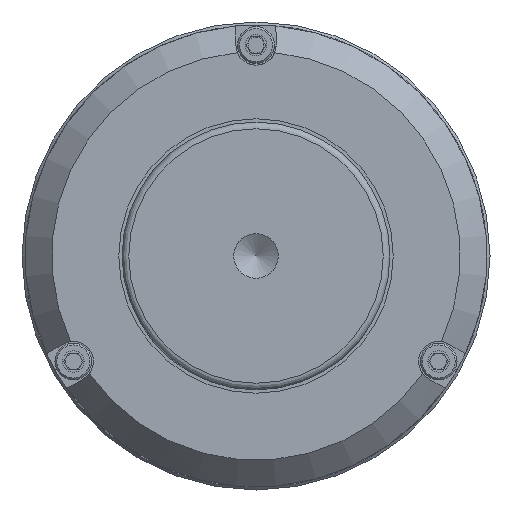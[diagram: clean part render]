
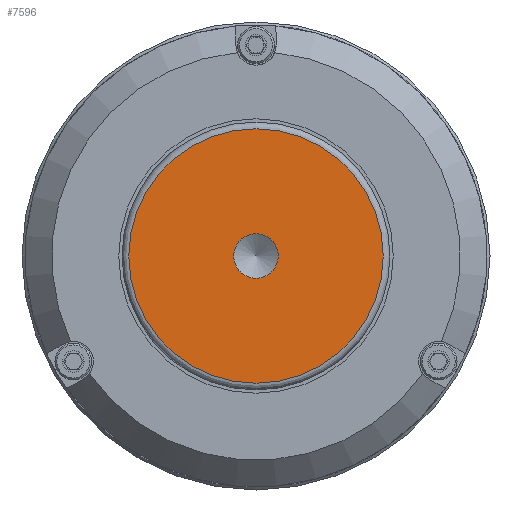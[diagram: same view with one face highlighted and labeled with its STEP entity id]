
A CAD part, front view. The second image highlights one B-rep face of the part: STEP entity #7596.
In plain terms, the highlighted planar face has unit normal (0, -1, 0).
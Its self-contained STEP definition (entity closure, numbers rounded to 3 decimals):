
#7221 = EDGE_CURVE('',#7222,#7222,#7224,.T.);
#7222 = VERTEX_POINT('',#7223);
#7223 = CARTESIAN_POINT('',(19.,-697.5,0.)
  );
#7224 = SURFACE_CURVE('',#7225,(#7230,#7264),.PCURVE_S1.);
#7225 = CIRCLE('',#7226,19.);
#7226 = AXIS2_PLACEMENT_3D('',#7227,#7228,#7229);
#7227 = CARTESIAN_POINT('',(0.,-697.5,
    0.));
#7228 = DIRECTION('',(0.,-1.,0.));
#7229 = DIRECTION('',(1.,0.,0.));
#7230 = PCURVE('',#7231,#7236);
#7231 = TOROIDAL_SURFACE('',#7232,19.,1.);
#7232 = AXIS2_PLACEMENT_3D('',#7233,#7234,#7235);
#7233 = CARTESIAN_POINT('',(0.,-696.5,
    0.));
#7234 = DIRECTION('',(0.,-1.,0.));
#7235 = DIRECTION('',(1.,0.,0.));
#7236 = DEFINITIONAL_REPRESENTATION('',(#7237),#7263);
#7237 = B_SPLINE_CURVE_WITH_KNOTS('',3,(#7238,#7239,#7240,#7241,#7242,
    #7243,#7244,#7245,#7246,#7247,#7248,#7249,#7250,#7251,#7252,#7253,
    #7254,#7255,#7256,#7257,#7258,#7259,#7260,#7261,#7262),
  .UNSPECIFIED.,.F.,.F.,(4,1,1,1,1,1,1,1,1,1,1,1,1,1,1,1,1,1,1,1,1,1,4),
  (0.,0.286,0.571,0.857,1.142,
    1.428,1.714,1.999,2.285,
    2.57,2.856,3.142,3.427,
    3.713,3.998,4.284,4.57,
    4.855,5.141,5.426,5.712,
    5.998,6.283),.QUASI_UNIFORM_KNOTS.);
#7238 = CARTESIAN_POINT('',(0.,7.854));
#7239 = CARTESIAN_POINT('',(0.095,7.854));
#7240 = CARTESIAN_POINT('',(0.286,7.854));
#7241 = CARTESIAN_POINT('',(0.571,7.854));
#7242 = CARTESIAN_POINT('',(0.857,7.854));
#7243 = CARTESIAN_POINT('',(1.142,7.854));
#7244 = CARTESIAN_POINT('',(1.428,7.854));
#7245 = CARTESIAN_POINT('',(1.714,7.854));
#7246 = CARTESIAN_POINT('',(1.999,7.854));
#7247 = CARTESIAN_POINT('',(2.285,7.854));
#7248 = CARTESIAN_POINT('',(2.57,7.854));
#7249 = CARTESIAN_POINT('',(2.856,7.854));
#7250 = CARTESIAN_POINT('',(3.142,7.854));
#7251 = CARTESIAN_POINT('',(3.427,7.854));
#7252 = CARTESIAN_POINT('',(3.713,7.854));
#7253 = CARTESIAN_POINT('',(3.998,7.854));
#7254 = CARTESIAN_POINT('',(4.284,7.854));
#7255 = CARTESIAN_POINT('',(4.57,7.854));
#7256 = CARTESIAN_POINT('',(4.855,7.854));
#7257 = CARTESIAN_POINT('',(5.141,7.854));
#7258 = CARTESIAN_POINT('',(5.426,7.854));
#7259 = CARTESIAN_POINT('',(5.712,7.854));
#7260 = CARTESIAN_POINT('',(5.998,7.854));
#7261 = CARTESIAN_POINT('',(6.188,7.854));
#7262 = CARTESIAN_POINT('',(6.283,7.854));
#7263 = ( GEOMETRIC_REPRESENTATION_CONTEXT(2) 
PARAMETRIC_REPRESENTATION_CONTEXT() REPRESENTATION_CONTEXT('2D SPACE',''
  ) );
#7264 = PCURVE('',#7265,#7270);
#7265 = PLANE('',#7266);
#7266 = AXIS2_PLACEMENT_3D('',#7267,#7268,#7269);
#7267 = CARTESIAN_POINT('',(20.,-697.5,0.)
  );
#7268 = DIRECTION('',(0.,-1.,0.));
#7269 = DIRECTION('',(1.,0.,0.));
#7270 = DEFINITIONAL_REPRESENTATION('',(#7271),#7275);
#7271 = CIRCLE('',#7272,19.);
#7272 = AXIS2_PLACEMENT_2D('',#7273,#7274);
#7273 = CARTESIAN_POINT('',(-20.,0.));
#7274 = DIRECTION('',(1.,0.));
#7275 = ( GEOMETRIC_REPRESENTATION_CONTEXT(2) 
PARAMETRIC_REPRESENTATION_CONTEXT() REPRESENTATION_CONTEXT('2D SPACE',''
  ) );
#7398 = CYLINDRICAL_SURFACE('',#7399,3.324);
#7399 = AXIS2_PLACEMENT_3D('',#7400,#7401,#7402);
#7400 = CARTESIAN_POINT('',(0.,-697.5,
    0.));
#7401 = DIRECTION('',(0.,1.,0.));
#7402 = DIRECTION('',(1.,0.,0.));
#7526 = VERTEX_POINT('',#7527);
#7527 = CARTESIAN_POINT('',(3.323,-697.5,0.));
#7547 = EDGE_CURVE('',#7526,#7526,#7548,.T.);
#7548 = SURFACE_CURVE('',#7549,(#7554,#7583),.PCURVE_S1.);
#7549 = CIRCLE('',#7550,3.324);
#7550 = AXIS2_PLACEMENT_3D('',#7551,#7552,#7553);
#7551 = CARTESIAN_POINT('',(0.,-697.5,
    0.));
#7552 = DIRECTION('',(0.,1.,0.));
#7553 = DIRECTION('',(1.,0.,0.));
#7554 = PCURVE('',#7398,#7555);
#7555 = DEFINITIONAL_REPRESENTATION('',(#7556),#7582);
#7556 = B_SPLINE_CURVE_WITH_KNOTS('',3,(#7557,#7558,#7559,#7560,#7561,
    #7562,#7563,#7564,#7565,#7566,#7567,#7568,#7569,#7570,#7571,#7572,
    #7573,#7574,#7575,#7576,#7577,#7578,#7579,#7580,#7581),
  .UNSPECIFIED.,.F.,.F.,(4,1,1,1,1,1,1,1,1,1,1,1,1,1,1,1,1,1,1,1,1,1,4),
  (0.,0.286,0.571,0.857,1.142,
    1.428,1.714,1.999,2.285,
    2.57,2.856,3.142,3.427,
    3.713,3.998,4.284,4.57,
    4.855,5.141,5.426,5.712,
    5.998,6.283),.QUASI_UNIFORM_KNOTS.);
#7557 = CARTESIAN_POINT('',(0.,0.));
#7558 = CARTESIAN_POINT('',(0.095,0.));
#7559 = CARTESIAN_POINT('',(0.286,0.));
#7560 = CARTESIAN_POINT('',(0.571,0.));
#7561 = CARTESIAN_POINT('',(0.857,0.));
#7562 = CARTESIAN_POINT('',(1.142,0.));
#7563 = CARTESIAN_POINT('',(1.428,0.));
#7564 = CARTESIAN_POINT('',(1.714,0.));
#7565 = CARTESIAN_POINT('',(1.999,0.));
#7566 = CARTESIAN_POINT('',(2.285,0.));
#7567 = CARTESIAN_POINT('',(2.57,0.));
#7568 = CARTESIAN_POINT('',(2.856,0.));
#7569 = CARTESIAN_POINT('',(3.142,0.));
#7570 = CARTESIAN_POINT('',(3.427,0.));
#7571 = CARTESIAN_POINT('',(3.713,0.));
#7572 = CARTESIAN_POINT('',(3.998,0.));
#7573 = CARTESIAN_POINT('',(4.284,0.));
#7574 = CARTESIAN_POINT('',(4.57,0.));
#7575 = CARTESIAN_POINT('',(4.855,0.));
#7576 = CARTESIAN_POINT('',(5.141,0.));
#7577 = CARTESIAN_POINT('',(5.426,0.));
#7578 = CARTESIAN_POINT('',(5.712,0.));
#7579 = CARTESIAN_POINT('',(5.998,0.));
#7580 = CARTESIAN_POINT('',(6.188,0.));
#7581 = CARTESIAN_POINT('',(6.283,0.));
#7582 = ( GEOMETRIC_REPRESENTATION_CONTEXT(2) 
PARAMETRIC_REPRESENTATION_CONTEXT() REPRESENTATION_CONTEXT('2D SPACE',''
  ) );
#7583 = PCURVE('',#7265,#7584);
#7584 = DEFINITIONAL_REPRESENTATION('',(#7585),#7593);
#7585 = ( BOUNDED_CURVE() B_SPLINE_CURVE(2,(#7586,#7587,#7588,#7589,
#7590,#7591,#7592),.UNSPECIFIED.,.F.,.F.) B_SPLINE_CURVE_WITH_KNOTS((1,2
    ,2,2,2,1),(-2.094,0.,2.094,4.189,
6.283,8.378),.UNSPECIFIED.) CURVE() 
GEOMETRIC_REPRESENTATION_ITEM() RATIONAL_B_SPLINE_CURVE((1.,0.5,1.,0.5,
1.,0.5,1.)) REPRESENTATION_ITEM('') );
#7586 = CARTESIAN_POINT('',(-16.677,0.));
#7587 = CARTESIAN_POINT('',(-16.677,-5.756));
#7588 = CARTESIAN_POINT('',(-21.662,-2.878));
#7589 = CARTESIAN_POINT('',(-26.647,0.));
#7590 = CARTESIAN_POINT('',(-21.662,2.878));
#7591 = CARTESIAN_POINT('',(-16.677,5.756));
#7592 = CARTESIAN_POINT('',(-16.677,0.));
#7593 = ( GEOMETRIC_REPRESENTATION_CONTEXT(2) 
PARAMETRIC_REPRESENTATION_CONTEXT() REPRESENTATION_CONTEXT('2D SPACE',''
  ) );
#7596 = ADVANCED_FACE('',(#7597,#7600),#7265,.T.);
#7597 = FACE_BOUND('',#7598,.T.);
#7598 = EDGE_LOOP('',(#7599));
#7599 = ORIENTED_EDGE('',*,*,#7221,.T.);
#7600 = FACE_BOUND('',#7601,.T.);
#7601 = EDGE_LOOP('',(#7602));
#7602 = ORIENTED_EDGE('',*,*,#7547,.T.);
